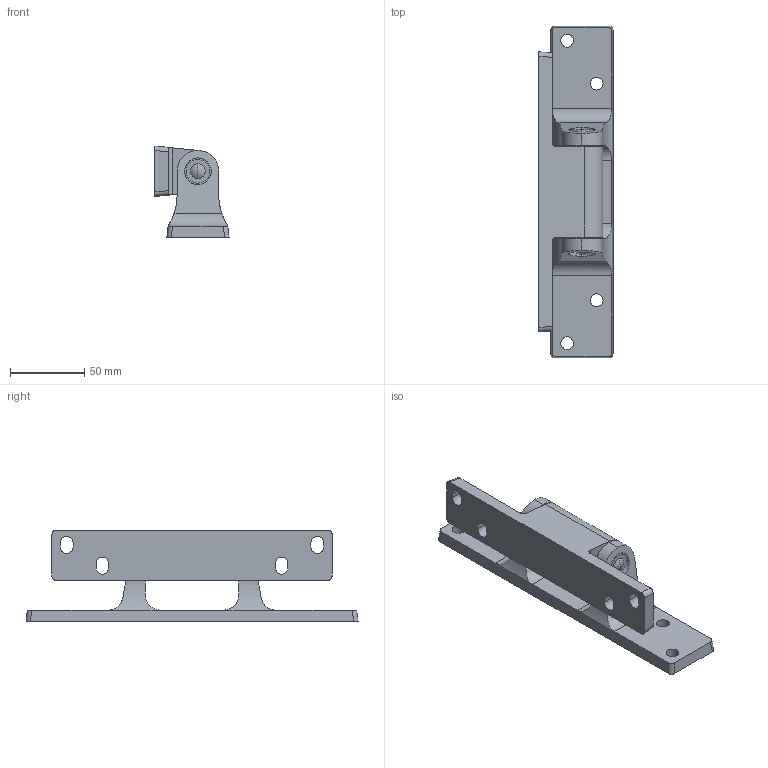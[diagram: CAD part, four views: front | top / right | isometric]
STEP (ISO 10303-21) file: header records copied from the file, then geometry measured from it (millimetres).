
FILE_DESCRIPTION (( 'STEP AP203' ), '1' );
FILE_NAME ('FB-1727-1.STEP', '2013-10-04T08:53:20', ( '' ), ( '' ), 'SwSTEP 2.0', 'SolidWorks 2012', '' );
FILE_SCHEMA (( 'CONFIG_CONTROL_DESIGN' ));
Length unit declared in the file: millimetre
Products named in the file (6): FB-1727-1; FB-1727ピン_; FB-1727ワッシャー_; FB-1727ブッシュ_; FB-1727僸儞僕__FB-1727-1; FB-1727僸儞僕儀乕僗__FB-1727-1
Assembly tree (7 placements, depth 2):
  FB-1727-1
    FB-1727僸儞僕儀乕僗__FB-1727-1
    FB-1727僸儞僕__FB-1727-1
    FB-1727ブッシュ_  x2
    FB-1727ワッシャー_  x2
    FB-1727ピン_
Bounding box: 50 x 224 x 62 mm (x, y, z)
Volume: 219337.3 mm3; surface area: 62340.5 mm2
Topology: 7 solids, 7 shells, 136 faces, 332 edges, 219 vertices
Faces by surface type: cylinder 83, plane 51, sphere 2
Entity records: 4626 total; most frequent: CARTESIAN_POINT 925, DIRECTION 650, ORIENTED_EDGE 616, EDGE_CURVE 308, AXIS2_PLACEMENT_3D 248, VERTEX_POINT 203, EDGE_LOOP 159, VECTOR 154
